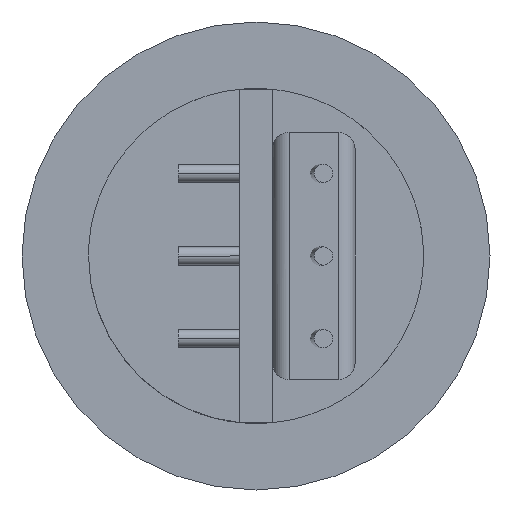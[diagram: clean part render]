
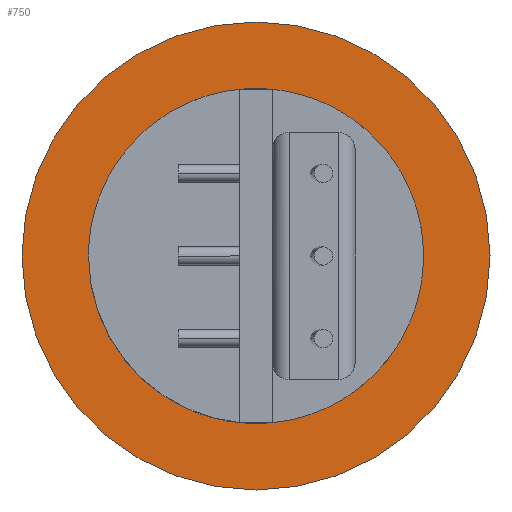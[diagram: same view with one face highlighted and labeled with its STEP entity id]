
A CAD part, front view. The second image highlights one B-rep face of the part: STEP entity #750.
In plain terms, the highlighted planar face has unit normal (0, -1, 0).
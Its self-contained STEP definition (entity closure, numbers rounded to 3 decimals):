
#51=FACE_BOUND('',#150,.T.);
#60=PLANE('',#838);
#88=FACE_OUTER_BOUND('',#149,.T.);
#149=EDGE_LOOP('',(#567));
#150=EDGE_LOOP('',(#568));
#300=CIRCLE('',#830,5.07);
#304=CIRCLE('',#837,7.085);
#352=VERTEX_POINT('',#1240);
#356=VERTEX_POINT('',#1252);
#425=EDGE_CURVE('',#352,#352,#300,.T.);
#430=EDGE_CURVE('',#356,#356,#304,.T.);
#567=ORIENTED_EDGE('',*,*,#430,.F.);
#568=ORIENTED_EDGE('',*,*,#425,.T.);
#750=ADVANCED_FACE('',(#88,#51),#60,.F.);
#830=AXIS2_PLACEMENT_3D('',#1242,#980,#981);
#837=AXIS2_PLACEMENT_3D('',#1254,#995,#996);
#838=AXIS2_PLACEMENT_3D('',#1255,#997,#998);
#980=DIRECTION('center_axis',(0.,1.,0.));
#981=DIRECTION('ref_axis',(1.,0.,0.));
#995=DIRECTION('center_axis',(0.,1.,0.));
#996=DIRECTION('ref_axis',(1.,0.,0.));
#997=DIRECTION('center_axis',(0.,1.,0.));
#998=DIRECTION('ref_axis',(1.,0.,0.));
#1240=CARTESIAN_POINT('',(-5.07,0.,0.));
#1242=CARTESIAN_POINT('Origin',(0.,0.,0.));
#1252=CARTESIAN_POINT('',(-7.085,0.,0.));
#1254=CARTESIAN_POINT('Origin',(0.,0.,0.));
#1255=CARTESIAN_POINT('Origin',(0.,0.,0.));
